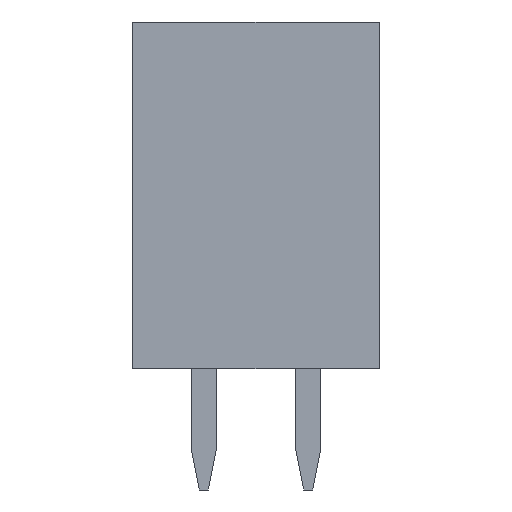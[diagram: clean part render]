
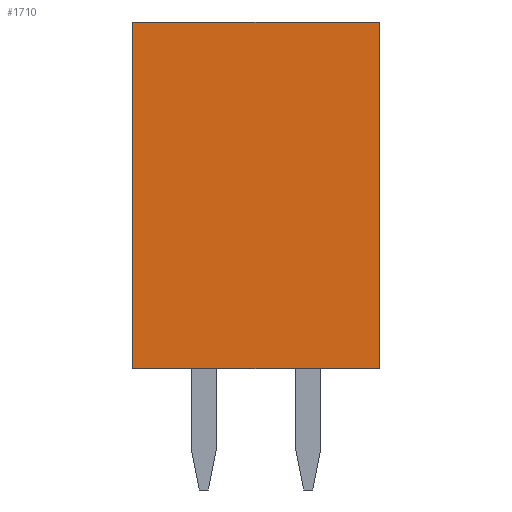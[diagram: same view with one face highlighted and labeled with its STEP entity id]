
A CAD part, front view. The second image highlights one B-rep face of the part: STEP entity #1710.
In plain terms, the highlighted planar face has unit normal (0, -1, 0).
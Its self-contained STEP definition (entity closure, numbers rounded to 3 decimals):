
#57=FACE_OUTER_BOUND('',#141,.T.);
#141=EDGE_LOOP('',(#1230,#1231,#1232,#1233));
#298=LINE('',#2488,#530);
#300=LINE('',#2492,#532);
#303=LINE('',#2498,#535);
#304=LINE('',#2499,#536);
#530=VECTOR('',#2049,10.);
#532=VECTOR('',#2053,10.);
#535=VECTOR('',#2058,10.);
#536=VECTOR('',#2059,10.);
#726=VERTEX_POINT('',#2485);
#727=VERTEX_POINT('',#2487);
#728=VERTEX_POINT('',#2491);
#730=VERTEX_POINT('',#2497);
#914=EDGE_CURVE('',#727,#726,#298,.T.);
#916=EDGE_CURVE('',#728,#727,#300,.T.);
#919=EDGE_CURVE('',#726,#730,#303,.T.);
#920=EDGE_CURVE('',#730,#728,#304,.T.);
#1230=ORIENTED_EDGE('',*,*,#919,.T.);
#1231=ORIENTED_EDGE('',*,*,#920,.T.);
#1232=ORIENTED_EDGE('',*,*,#916,.T.);
#1233=ORIENTED_EDGE('',*,*,#914,.T.);
#1539=PLANE('',#1816);
#1710=ADVANCED_FACE('',(#57),#1539,.T.);
#1816=AXIS2_PLACEMENT_3D('',#2496,#2056,#2057);
#2049=DIRECTION('',(0.,0.,1.));
#2053=DIRECTION('',(1.,0.,0.));
#2056=DIRECTION('center_axis',(0.,-1.,0.));
#2057=DIRECTION('ref_axis',(0.,0.,-1.));
#2058=DIRECTION('',(-1.,0.,0.));
#2059=DIRECTION('',(0.,0.,-1.));
#2485=CARTESIAN_POINT('',(1.725,-1.21,8.43));
#2487=CARTESIAN_POINT('',(1.725,-1.21,0.));
#2488=CARTESIAN_POINT('',(1.725,-1.21,0.));
#2491=CARTESIAN_POINT('',(-4.265,-1.21,0.));
#2492=CARTESIAN_POINT('',(-1.725,-1.21,0.));
#2496=CARTESIAN_POINT('Origin',(-2.54,-1.21,4.215));
#2497=CARTESIAN_POINT('',(-4.265,-1.21,8.43));
#2498=CARTESIAN_POINT('',(-0.815,-1.21,8.43));
#2499=CARTESIAN_POINT('',(-4.265,-1.21,8.43));
